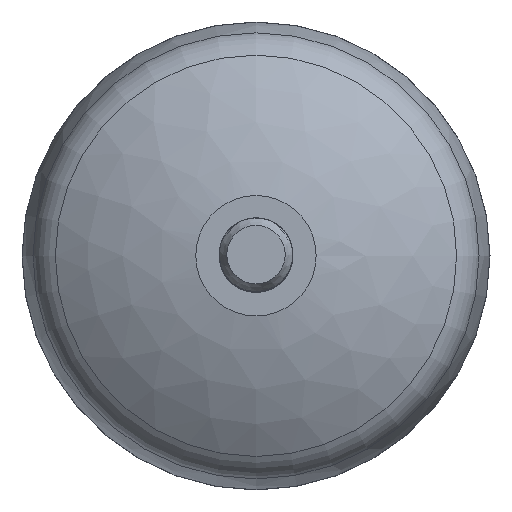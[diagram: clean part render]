
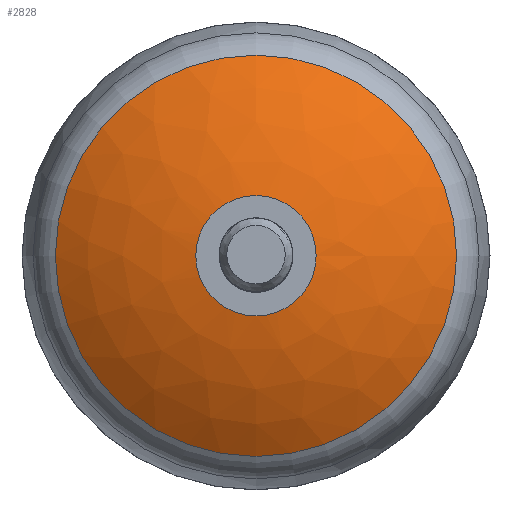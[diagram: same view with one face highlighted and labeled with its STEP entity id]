
A CAD part, top view. The second image highlights one B-rep face of the part: STEP entity #2828.
In plain terms, the highlighted free-form (B-spline) face has degree [2, 2] with [3, 9] control points.
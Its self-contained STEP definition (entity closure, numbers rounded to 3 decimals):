
#18=(
BOUNDED_SURFACE()
B_SPLINE_SURFACE(2,2,((#10592,#10593,#10594,#10595,#10596,#10597,#10598,
#10599,#10600),(#10601,#10602,#10603,#10604,#10605,#10606,#10607,#10608,
#10609),(#10610,#10611,#10612,#10613,#10614,#10615,#10616,#10617,#10618)),
 .UNSPECIFIED.,.F.,.T.,.F.)
B_SPLINE_SURFACE_WITH_KNOTS((3,3),(3,2,2,2,3),(-1.41,-0.966),
(-3.142,-1.571,0.,1.571,3.142),
 .UNSPECIFIED.)
GEOMETRIC_REPRESENTATION_ITEM()
RATIONAL_B_SPLINE_SURFACE(((1.,0.707,1.,0.707,1.,
0.707,1.,0.707,1.),(0.975,0.69,
0.975,0.69,0.975,0.69,
0.975,0.69,0.975),(1.,0.707,
1.,0.707,1.,0.707,1.,0.707,1.)))
REPRESENTATION_ITEM('')
SURFACE()
);
#212=FACE_OUTER_BOUND('',#368,.T.);
#368=EDGE_LOOP('',(#2533,#2534,#2535,#2536));
#404=CIRCLE('',#3002,6.434);
#405=CIRCLE('',#3003,21.438);
#406=CIRCLE('',#3004,36.72);
#1237=VERTEX_POINT('',#10589);
#1238=VERTEX_POINT('',#10619);
#1670=EDGE_CURVE('',#1237,#1237,#404,.T.);
#1671=EDGE_CURVE('',#1238,#1238,#405,.T.);
#1672=EDGE_CURVE('',#1238,#1237,#406,.T.);
#2533=ORIENTED_EDGE('',*,*,#1671,.F.);
#2534=ORIENTED_EDGE('',*,*,#1672,.T.);
#2535=ORIENTED_EDGE('',*,*,#1670,.T.);
#2536=ORIENTED_EDGE('',*,*,#1672,.F.);
#2828=ADVANCED_FACE('',(#212),#18,.F.);
#3002=AXIS2_PLACEMENT_3D('',#10591,#3457,#3458);
#3003=AXIS2_PLACEMENT_3D('',#10620,#3459,#3460);
#3004=AXIS2_PLACEMENT_3D('',#10621,#3461,#3462);
#3457=DIRECTION('center_axis',(0.,0.,-1.));
#3458=DIRECTION('ref_axis',(1.,0.,0.));
#3459=DIRECTION('center_axis',(0.,0.,-1.));
#3460=DIRECTION('ref_axis',(1.,0.,0.));
#3461=DIRECTION('center_axis',(0.,-1.,0.));
#3462=DIRECTION('ref_axis',(1.,0.,0.));
#10589=CARTESIAN_POINT('',(6.429,0.,16.86));
#10591=CARTESIAN_POINT('Origin',(-0.005,0.,16.858));
#10592=CARTESIAN_POINT('Ctrl Pts',(6.429,0.,16.86));
#10593=CARTESIAN_POINT('Ctrl Pts',(6.429,-6.434,16.86));
#10594=CARTESIAN_POINT('Ctrl Pts',(-0.005,-6.434,
16.858));
#10595=CARTESIAN_POINT('Ctrl Pts',(-6.438,-6.434,
16.857));
#10596=CARTESIAN_POINT('Ctrl Pts',(-6.438,0.,16.857));
#10597=CARTESIAN_POINT('Ctrl Pts',(-6.438,6.434,16.857));
#10598=CARTESIAN_POINT('Ctrl Pts',(-0.005,6.434,
16.858));
#10599=CARTESIAN_POINT('Ctrl Pts',(6.429,6.434,16.86));
#10600=CARTESIAN_POINT('Ctrl Pts',(6.429,0.,16.86));
#10601=CARTESIAN_POINT('Ctrl Pts',(14.613,0.,15.535));
#10602=CARTESIAN_POINT('Ctrl Pts',(14.613,-14.618,15.535));
#10603=CARTESIAN_POINT('Ctrl Pts',(-0.004,-14.618,
15.532));
#10604=CARTESIAN_POINT('Ctrl Pts',(-14.622,-14.618,15.528));
#10605=CARTESIAN_POINT('Ctrl Pts',(-14.622,0.,15.528));
#10606=CARTESIAN_POINT('Ctrl Pts',(-14.622,14.618,15.528));
#10607=CARTESIAN_POINT('Ctrl Pts',(-0.004,14.618,
15.532));
#10608=CARTESIAN_POINT('Ctrl Pts',(14.613,14.618,15.535));
#10609=CARTESIAN_POINT('Ctrl Pts',(14.613,0.,15.535));
#10610=CARTESIAN_POINT('Ctrl Pts',(21.435,0.,10.822));
#10611=CARTESIAN_POINT('Ctrl Pts',(21.435,-21.438,10.822));
#10612=CARTESIAN_POINT('Ctrl Pts',(-0.003,-21.438,
10.817));
#10613=CARTESIAN_POINT('Ctrl Pts',(-21.441,-21.438,
10.812));
#10614=CARTESIAN_POINT('Ctrl Pts',(-21.441,0.,10.812));
#10615=CARTESIAN_POINT('Ctrl Pts',(-21.441,21.438,10.812));
#10616=CARTESIAN_POINT('Ctrl Pts',(-0.003,21.438,
10.817));
#10617=CARTESIAN_POINT('Ctrl Pts',(21.435,21.438,10.822));
#10618=CARTESIAN_POINT('Ctrl Pts',(21.435,0.,10.822));
#10619=CARTESIAN_POINT('',(21.435,0.,10.822));
#10620=CARTESIAN_POINT('Origin',(-0.003,0.,10.817));
#10621=CARTESIAN_POINT('Origin',(0.562,0.,
-19.389));
